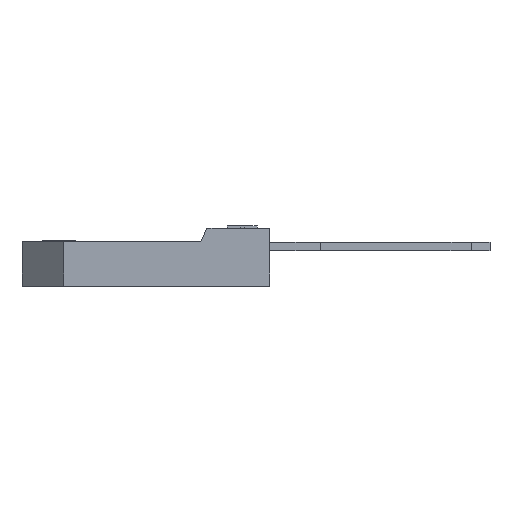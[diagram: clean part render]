
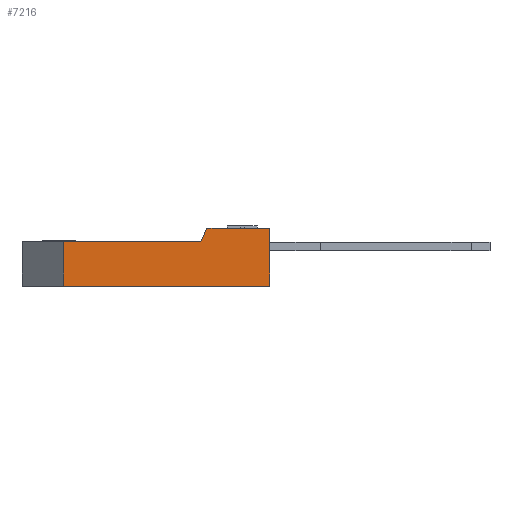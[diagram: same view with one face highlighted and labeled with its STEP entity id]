
A CAD part, left-side view. The second image highlights one B-rep face of the part: STEP entity #7216.
In plain terms, the highlighted planar face has unit normal (-1, 0, 0).
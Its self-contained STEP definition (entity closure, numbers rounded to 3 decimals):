
#161 = VECTOR ( 'NONE', #6288, 1000. ) ;
#417 = CARTESIAN_POINT ( 'NONE',  ( -15., -9.85, 0. ) ) ;
#525 = CARTESIAN_POINT ( 'NONE',  ( -15., 6.55, 0. ) ) ;
#588 = VERTEX_POINT ( 'NONE', #525 ) ;
#774 = LINE ( 'NONE', #3846, #8997 ) ;
#824 = CARTESIAN_POINT ( 'NONE',  ( -15., 0., 0. ) ) ;
#1197 = VERTEX_POINT ( 'NONE', #2988 ) ;
#1229 = ORIENTED_EDGE ( 'NONE', *, *, #2648, .T. ) ;
#1300 = EDGE_CURVE ( 'NONE', #4127, #5155, #3403, .T. ) ;
#1302 = LINE ( 'NONE', #824, #5269 ) ;
#1475 = EDGE_CURVE ( 'NONE', #3239, #1197, #4399, .T. ) ;
#1600 = DIRECTION ( 'NONE',  ( -1., 0., 0. ) ) ;
#1669 = VECTOR ( 'NONE', #4076, 1000. ) ;
#1906 = LINE ( 'NONE', #4112, #1669 ) ;
#2315 = CARTESIAN_POINT ( 'NONE',  ( -15., 6.55, 3.55 ) ) ;
#2648 = EDGE_CURVE ( 'NONE', #588, #5155, #1302, .T. ) ;
#2693 = ORIENTED_EDGE ( 'NONE', *, *, #1475, .F. ) ;
#2888 = EDGE_CURVE ( 'NONE', #4127, #1197, #1906, .T. ) ;
#2988 = CARTESIAN_POINT ( 'NONE',  ( -15., -4.85, 4.6 ) ) ;
#3128 = CARTESIAN_POINT ( 'NONE',  ( -15., -9.85, 0. ) ) ;
#3136 = DIRECTION ( 'NONE',  ( 0., 0., -1. ) ) ;
#3239 = VERTEX_POINT ( 'NONE', #4568 ) ;
#3403 = LINE ( 'NONE', #3128, #7672 ) ;
#3424 = AXIS2_PLACEMENT_3D ( 'NONE', #6375, #1600, #7212 ) ;
#3846 = CARTESIAN_POINT ( 'NONE',  ( -15., -9.85, 3.55 ) ) ;
#3894 = EDGE_LOOP ( 'NONE', ( #2693, #5027, #5329, #1229, #7572, #9740 ) ) ;
#3896 = EDGE_CURVE ( 'NONE', #3239, #4013, #774, .T. ) ;
#3898 = PLANE ( 'NONE',  #3424 ) ;
#4013 = VERTEX_POINT ( 'NONE', #2315 ) ;
#4076 = DIRECTION ( 'NONE',  ( 0., 1., 0. ) ) ;
#4112 = CARTESIAN_POINT ( 'NONE',  ( -15., -9.85, 4.6 ) ) ;
#4127 = VERTEX_POINT ( 'NONE', #10353 ) ;
#4399 = LINE ( 'NONE', #9493, #161 ) ;
#4568 = CARTESIAN_POINT ( 'NONE',  ( -15., -4.35, 3.55 ) ) ;
#5027 = ORIENTED_EDGE ( 'NONE', *, *, #3896, .T. ) ;
#5155 = VERTEX_POINT ( 'NONE', #417 ) ;
#5269 = VECTOR ( 'NONE', #10400, 1000. ) ;
#5329 = ORIENTED_EDGE ( 'NONE', *, *, #8420, .T. ) ;
#5469 = FACE_OUTER_BOUND ( 'NONE', #3894, .T. ) ;
#6288 = DIRECTION ( 'NONE',  ( 0., -0.43, 0.903 ) ) ;
#6375 = CARTESIAN_POINT ( 'NONE',  ( -15., -9.85, 0. ) ) ;
#6668 = VECTOR ( 'NONE', #3136, 1000. ) ;
#7115 = DIRECTION ( 'NONE',  ( 0., 0., -1. ) ) ;
#7161 = CARTESIAN_POINT ( 'NONE',  ( -15., 6.55, 3.55 ) ) ;
#7212 = DIRECTION ( 'NONE',  ( 0., 0., 1. ) ) ;
#7216 = ADVANCED_FACE ( 'NONE', ( #5469 ), #3898, .T. ) ;
#7572 = ORIENTED_EDGE ( 'NONE', *, *, #1300, .F. ) ;
#7672 = VECTOR ( 'NONE', #7115, 1000. ) ;
#8420 = EDGE_CURVE ( 'NONE', #4013, #588, #8814, .T. ) ;
#8814 = LINE ( 'NONE', #7161, #6668 ) ;
#8997 = VECTOR ( 'NONE', #9427, 1000. ) ;
#9427 = DIRECTION ( 'NONE',  ( 0., 1., 0. ) ) ;
#9493 = CARTESIAN_POINT ( 'NONE',  ( -15., -4.35, 3.55 ) ) ;
#9740 = ORIENTED_EDGE ( 'NONE', *, *, #2888, .T. ) ;
#10353 = CARTESIAN_POINT ( 'NONE',  ( -15., -9.85, 4.6 ) ) ;
#10400 = DIRECTION ( 'NONE',  ( 0., -1., 0. ) ) ;
